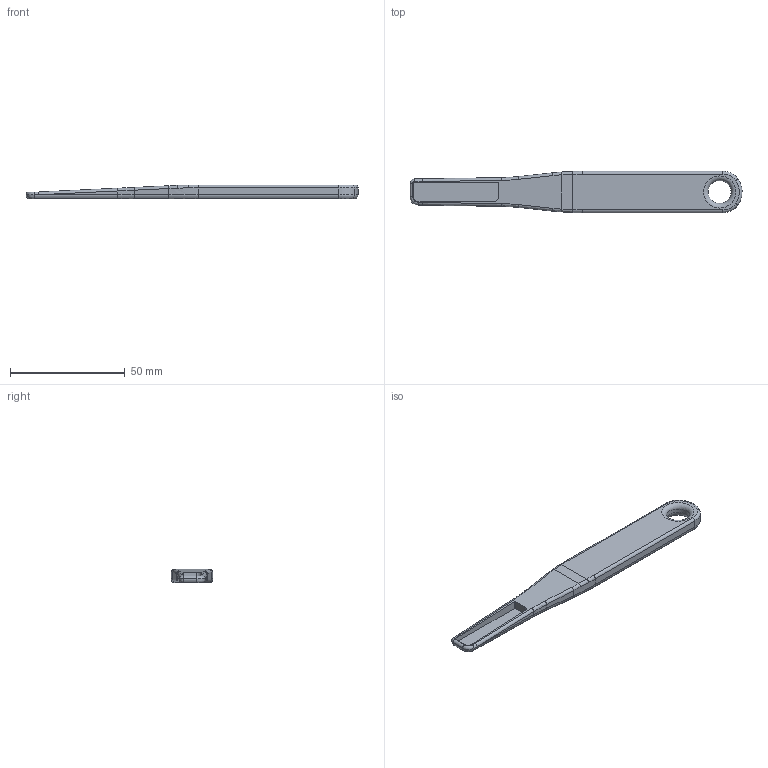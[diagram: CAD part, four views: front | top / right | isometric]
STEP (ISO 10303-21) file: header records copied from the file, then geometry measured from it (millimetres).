
FILE_DESCRIPTION(/* description */ (''),/* implementation_level */ '2;1');
FILE_NAME(/* name */ 'Nozzle Brush A5.step',/* time_stamp */ '2025-10-11T15:54:40-06:00',/* author */ (''),/* organization */ (''),/* preprocessor_version */ 'ST-DEVELOPER v20.1',/* originating_system */ 'Autodesk Translation Framework v14.17.0.0',/* authorisation */ '');
FILE_SCHEMA (('AUTOMOTIVE_DESIGN { 1 0 10303 214 3 1 1 }'));
Length unit declared in the file: millimetre
Products named in the file (1): Modified
Bounding box: 144.46 x 18 x 6 mm (x, y, z)
Volume: 10445.7 mm3; surface area: 5981.5 mm2
Topology: 1 solids, 1 shells, 88 faces, 204 edges, 118 vertices
Faces by surface type: cylinder 31, plane 23, torus 15, cone 10, bspline 9
Full cylindrical faces by diameter (mm): 10 x1
Entity records: 2628 total; most frequent: CARTESIAN_POINT 561, DIRECTION 463, ORIENTED_EDGE 408, EDGE_CURVE 204, AXIS2_PLACEMENT_3D 183, VERTEX_POINT 118, LINE 97, VECTOR 97
